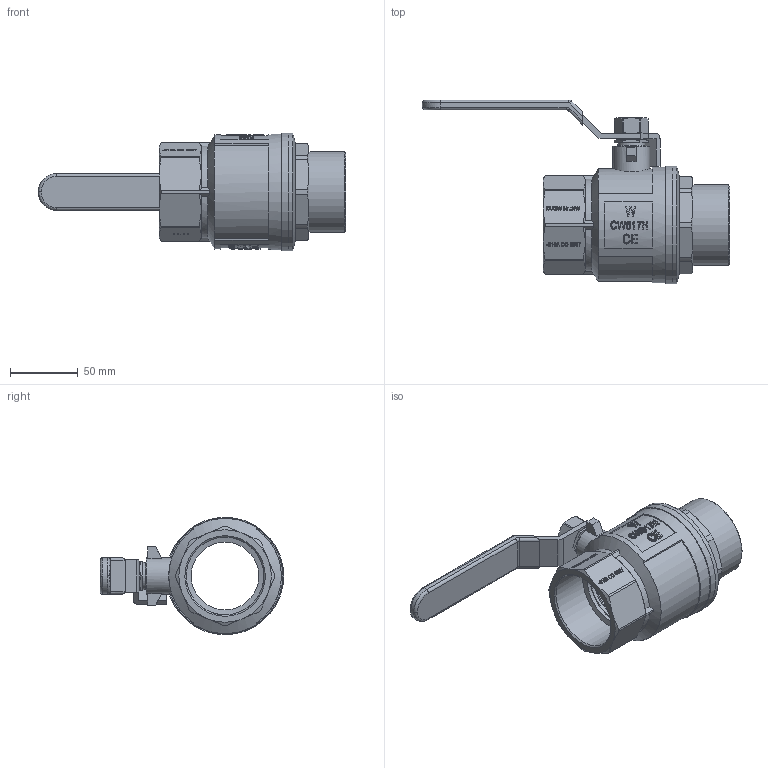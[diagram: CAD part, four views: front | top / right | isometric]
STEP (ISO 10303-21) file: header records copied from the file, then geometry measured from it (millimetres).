
FILE_DESCRIPTION(/* description */ ('Unknown'),/* implementation_level */ '2;1');
FILE_NAME(/* name */ '7501-09',/* time_stamp */ '2023-06-12T12:31:48+02:00',/* author */ ('Unknown'),/* organization */ ('Unknown'),/* preprocessor_version */ 'ST-DEVELOPER v18.102',/* originating_system */ 'Solid Edge',/* authorisation */ 'Unknown');
FILE_SCHEMA (('AUTOMOTIVE_DESIGN {1 0 10303 214 3 1 1}'));
Length unit declared in the file: millimetre
Products named in the file (16): 7501-09+NEU-VOLL-STEP; Spindel-co; O-Ring; 600-2-Stopfbuchse; 600-2-Spindeldichtung; 600-2-Spindel; Kvrper-co; Einschraubteil-; Kvrper; kugel; kugeldichtung.1; Mutter; 600-2-Stahlgriff; Griff; Stahlgriff-1; Stahlgriff-um
Assembly tree (16 placements, depth 4):
  7501-09+NEU-VOLL-STEP
    Spindel-co
      O-Ring
      600-2-Stopfbuchse
      600-2-Spindeldichtung
      600-2-Spindel
    Kvrper-co
      Einschraubteil-
      Kvrper
      kugel
      kugeldichtung.1  x2
      Mutter
    600-2-Stahlgriff
      Griff
        Stahlgriff-1
        Stahlgriff-um
Bounding box: 226.5 x 135.25 x 86.5 mm (x, y, z)
Volume: 258904.4 mm3; surface area: 162566.8 mm2
Topology: 11 solids, 12 shells, 1822 faces, 5094 edges, 3376 vertices
Faces by surface type: plane 1612, cylinder 115, cone 77, bspline 10, torus 4, sphere 4
Full cylindrical faces by diameter (mm): 11.8 x1, 12 x1, 12.5 x1, 16 x2, 16.1 x2, 16.2 x1, 18 x1, 19 x1, 20 x1, 20.3 x1, 20.5 x1, 22 x1, 27 x1, 30 x1, 50 x5, 54 x1, 57.305 x1, 59.614 x1, 63 x4, 68 x1, 78 x1, 80 x1, 80.5 x1, 85 x1, 86.5 x2
Entity records: 62981 total; most frequent: CARTESIAN_POINT 14933, ORIENTED_EDGE 9988, DIRECTION 9787, EDGE_CURVE 4998, LINE 3573, VECTOR 3573, VERTEX_POINT 3350, AXIS2_PLACEMENT_3D 3107
